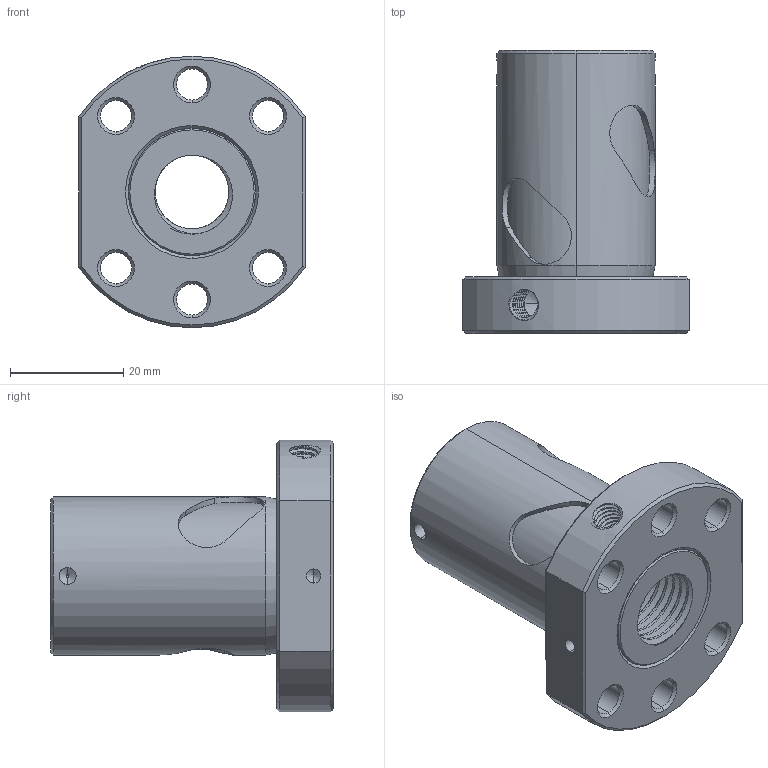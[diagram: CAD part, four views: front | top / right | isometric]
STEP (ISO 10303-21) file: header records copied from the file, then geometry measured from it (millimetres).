
FILE_DESCRIPTION (( 'STEP AP203' ), '1' );
FILE_NAME ('AL-SFU1605.STEP', '2024-10-14T07:59:49', ( '' ), ( '' ), 'SwSTEP 2.0', 'SolidWorks 2021', '' );
FILE_SCHEMA (( 'CONFIG_CONTROL_DESIGN' ));
Length unit declared in the file: millimetre
Products named in the file (1): AL-SFU1605
Bounding box: 40 x 50 x 48 mm (x, y, z)
Volume: 31349.9 mm3; surface area: 19697.8 mm2
Topology: 2 solids, 2 shells, 200 faces, 512 edges, 315 vertices
Faces by surface type: cylinder 107, cone 55, bspline 25, plane 13
Entity records: 17211 total; most frequent: CARTESIAN_POINT 12881, ORIENTED_EDGE 1004, DIRECTION 756, EDGE_CURVE 502, VERTEX_POINT 315, AXIS2_PLACEMENT_3D 288, EDGE_LOOP 229, FACE_OUTER_BOUND 200
